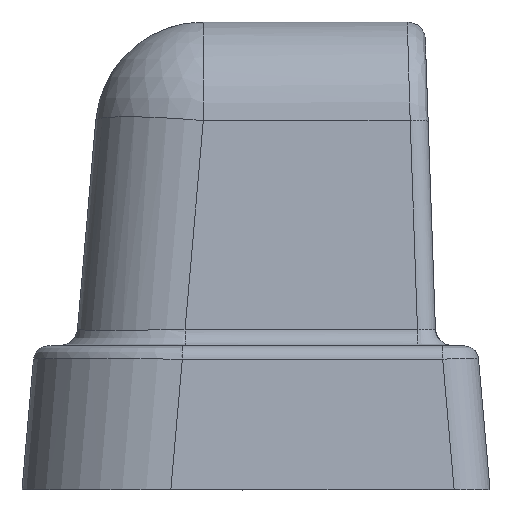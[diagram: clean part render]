
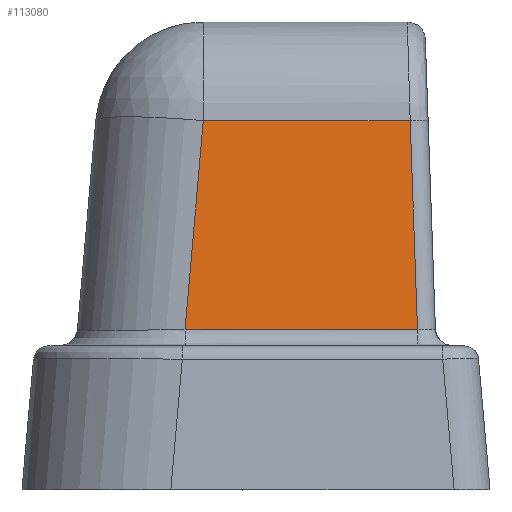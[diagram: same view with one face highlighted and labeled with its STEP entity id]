
A CAD part, front view. The second image highlights one B-rep face of the part: STEP entity #113080.
In plain terms, the highlighted planar face has unit normal (0, -0.996, 0.087).
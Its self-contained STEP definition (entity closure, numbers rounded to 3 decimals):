
#106890=CARTESIAN_POINT('',(-2.943,19.08,
9.913));
#106900=VERTEX_POINT('',#106890);
#107120=CARTESIAN_POINT('',(0.,19.08,
9.913));
#107130=DIRECTION('',(1.,0.,0.));
#107140=VECTOR('',#107130,1.);
#107150=LINE('',#107120,#107140);
#107160=CARTESIAN_POINT('',(9.971,19.08,
9.913));
#107170=VERTEX_POINT('',#107160);
#107180=EDGE_CURVE('',#106900,#107170,#107150,.T.);
#107650=CARTESIAN_POINT('',(10.314,18.22,
0.087));
#107660=DIRECTION('',(0.035,-0.087,
-0.996));
#107670=VECTOR('',#107660,1.);
#107680=LINE('',#107650,#107670);
#107690=CARTESIAN_POINT('',(9.565,20.096,
21.523));
#107700=VERTEX_POINT('',#107690);
#107710=EDGE_CURVE('',#107700,#107170,#107680,.T.);
#108200=CARTESIAN_POINT('',(0.,20.096,
21.523));
#108210=DIRECTION('',(1.,0.,0.));
#108220=VECTOR('',#108210,1.);
#108230=LINE('',#108200,#108220);
#108240=CARTESIAN_POINT('',(-1.927,20.096,
21.523));
#108250=VERTEX_POINT('',#108240);
#108260=EDGE_CURVE('',#108250,#107700,#108230,.T.);
#112880=CARTESIAN_POINT('',(-3.764,18.258,
0.523));
#112890=DIRECTION('',(-0.087,-0.087,
-0.992));
#112900=VECTOR('',#112890,1.);
#112910=LINE('',#112880,#112900);
#112920=EDGE_CURVE('',#108250,#106900,#112910,.T.);
#112970=CARTESIAN_POINT('',(6.5,19.872,18.962));
#112980=DIRECTION('',(0.,-0.996,
0.087));
#112990=DIRECTION('',(-1.,0.,0.));
#113000=AXIS2_PLACEMENT_3D('',#112970,#112980,#112990);
#113010=PLANE('',#113000);
#113020=ORIENTED_EDGE('',*,*,#107710,.F.);
#113030=ORIENTED_EDGE('',*,*,#107180,.T.);
#113040=ORIENTED_EDGE('',*,*,#112920,.T.);
#113050=ORIENTED_EDGE('',*,*,#108260,.F.);
#113060=EDGE_LOOP('',(#113050,#113040,#113030,#113020));
#113070=FACE_OUTER_BOUND('',#113060,.T.);
#113080=ADVANCED_FACE('',(#113070),#113010,.T.);
